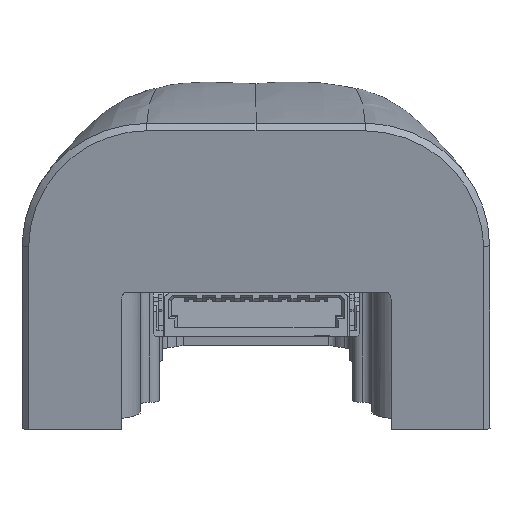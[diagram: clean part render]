
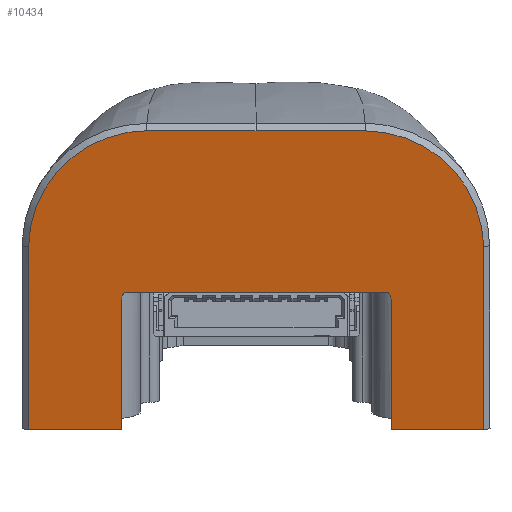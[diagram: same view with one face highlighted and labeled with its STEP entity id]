
A CAD part, front view. The second image highlights one B-rep face of the part: STEP entity #10434.
In plain terms, the highlighted planar face has unit normal (0, -0.978, -0.208).
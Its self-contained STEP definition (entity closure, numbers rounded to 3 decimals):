
#961=DIRECTION('',(1.,0.,0.));
#962=VECTOR('',#961,8.439);
#963=CARTESIAN_POINT('',(-4.209,-0.613,
0.));
#964=LINE('',#963,#962);
#1028=CARTESIAN_POINT('',(-4.305,-0.566,
-0.221));
#1029=CARTESIAN_POINT('',(-4.305,-0.585,
-0.134));
#1030=CARTESIAN_POINT('',(-4.274,-0.601,
-0.06));
#1031=CARTESIAN_POINT('',(-4.209,-0.613,
0.));
#1227=CARTESIAN_POINT('',(4.23,-0.613,
0.));
#1228=CARTESIAN_POINT('',(4.295,-0.601,
-0.06));
#1229=CARTESIAN_POINT('',(4.327,-0.585,
-0.134));
#1230=CARTESIAN_POINT('',(4.327,-0.566,
-0.221));
#1243=CARTESIAN_POINT('',(-7.299,0.324,
-4.411));
#1244=CARTESIAN_POINT('',(-7.299,0.278,
-4.194));
#1245=CARTESIAN_POINT('',(-7.299,0.184,
-3.752));
#1246=CARTESIAN_POINT('',(-7.299,0.038,
-3.066));
#1247=CARTESIAN_POINT('',(-7.299,-0.112,
-2.358));
#1248=CARTESIAN_POINT('',(-7.298,-0.267,
-1.63));
#1249=CARTESIAN_POINT('',(-7.297,-0.426,
-0.884));
#1250=CARTESIAN_POINT('',(-7.296,-0.588,
-0.122));
#1251=CARTESIAN_POINT('',(-7.293,-0.753,
0.655));
#1252=CARTESIAN_POINT('',(-7.29,-0.865,
1.182));
#1253=CARTESIAN_POINT('',(-7.288,-0.921,
1.447));
#1255=CARTESIAN_POINT('',(-7.288,-0.921,
1.447));
#1256=CARTESIAN_POINT('',(-7.286,-0.968,
1.666));
#1257=CARTESIAN_POINT('',(-7.245,-1.059,
2.097));
#1258=CARTESIAN_POINT('',(-7.069,-1.194,
2.729));
#1259=CARTESIAN_POINT('',(-6.788,-1.318,
3.316));
#1260=CARTESIAN_POINT('',(-6.405,-1.432,
3.853));
#1261=CARTESIAN_POINT('',(-5.936,-1.53,
4.311));
#1262=CARTESIAN_POINT('',(-5.4,-1.609,
4.682));
#1263=CARTESIAN_POINT('',(-4.802,-1.667,
4.959));
#1264=CARTESIAN_POINT('',(-4.162,-1.704,
5.129));
#1265=CARTESIAN_POINT('',(-3.722,-1.712,
5.17));
#1266=CARTESIAN_POINT('',(-3.498,-1.712,
5.171));
#1268=CARTESIAN_POINT('',(-3.498,-1.712,
5.171));
#1269=CARTESIAN_POINT('',(-3.072,-1.713,
5.173));
#1270=CARTESIAN_POINT('',(-2.244,-1.713,
5.175));
#1271=CARTESIAN_POINT('',(-1.061,-1.713,
5.175));
#1272=CARTESIAN_POINT('',(-0.344,-1.713,
5.174));
#1273=CARTESIAN_POINT('',(0.,-1.713,
5.174));
#1275=CARTESIAN_POINT('',(0.,-1.713,
5.174));
#1276=CARTESIAN_POINT('',(0.406,-1.713,
5.174));
#1277=CARTESIAN_POINT('',(1.207,-1.713,5.175));
#1278=CARTESIAN_POINT('',(2.353,-1.713,5.174));
#1279=CARTESIAN_POINT('',(3.118,-1.713,5.173));
#1280=CARTESIAN_POINT('',(3.498,-1.712,5.171));
#1282=CARTESIAN_POINT('',(3.498,-1.712,5.171));
#1283=CARTESIAN_POINT('',(3.722,-1.712,5.17));
#1284=CARTESIAN_POINT('',(4.162,-1.704,5.129));
#1285=CARTESIAN_POINT('',(4.801,-1.667,4.959));
#1286=CARTESIAN_POINT('',(5.399,-1.609,4.682));
#1287=CARTESIAN_POINT('',(5.934,-1.53,4.313));
#1288=CARTESIAN_POINT('',(6.402,-1.433,3.856));
#1289=CARTESIAN_POINT('',(6.79,-1.317,3.312));
#1290=CARTESIAN_POINT('',(7.064,-1.196,2.741));
#1291=CARTESIAN_POINT('',(7.243,-1.062,2.111));
#1292=CARTESIAN_POINT('',(7.286,-0.969,
1.672));
#1293=CARTESIAN_POINT('',(7.288,-0.921,
1.447));
#1295=DIRECTION('',(0.,-0.208,0.978));
#1296=VECTOR('',#1295,4.284);
#1297=CARTESIAN_POINT('',(4.327,0.324,
-4.411));
#1298=LINE('',#1297,#1296);
#1299=DIRECTION('',(0.,0.208,-0.978));
#1300=VECTOR('',#1299,4.284);
#1301=CARTESIAN_POINT('',(-4.305,-0.566,
-0.221));
#1302=LINE('',#1301,#1300);
#1553=CARTESIAN_POINT('',(7.299,0.324,
-4.411));
#1554=CARTESIAN_POINT('',(7.299,0.168,
-3.674));
#1555=CARTESIAN_POINT('',(7.299,-0.238,
-1.765));
#1556=CARTESIAN_POINT('',(7.296,-0.666,
0.248));
#1557=CARTESIAN_POINT('',(7.288,-0.921,
1.447));
#1585=DIRECTION('',(1.,0.,0.));
#1586=VECTOR('',#1585,2.972);
#1587=CARTESIAN_POINT('',(4.327,0.324,
-4.411));
#1588=LINE('',#1587,#1586);
#1810=DIRECTION('',(1.,0.,0.));
#1811=VECTOR('',#1810,2.993);
#1812=CARTESIAN_POINT('',(-7.299,0.324,
-4.411));
#1813=LINE('',#1812,#1811);
#6976=CARTESIAN_POINT('',(-7.299,0.324,
-4.411));
#6977=VERTEX_POINT('',#6976);
#6978=CARTESIAN_POINT('',(4.327,0.324,
-4.411));
#6979=CARTESIAN_POINT('',(4.327,-0.566,
-0.221));
#6980=VERTEX_POINT('',#6978);
#6981=VERTEX_POINT('',#6979);
#6982=CARTESIAN_POINT('',(-4.305,-0.566,
-0.221));
#6983=CARTESIAN_POINT('',(-4.305,0.324,
-4.411));
#6984=VERTEX_POINT('',#6982);
#6985=VERTEX_POINT('',#6983);
#6986=CARTESIAN_POINT('',(7.299,0.324,
-4.411));
#6987=VERTEX_POINT('',#6986);
#8769=CARTESIAN_POINT('',(0.,-1.713,
5.174));
#8770=VERTEX_POINT('',#8769);
#8771=VERTEX_POINT('',#1268);
#8773=CARTESIAN_POINT('',(-7.288,-0.921,
1.447));
#8774=VERTEX_POINT('',#8773);
#8775=VERTEX_POINT('',#1280);
#8776=VERTEX_POINT('',#1293);
#8780=CARTESIAN_POINT('',(-4.209,-0.613,
0.));
#8782=VERTEX_POINT('',#8780);
#8784=CARTESIAN_POINT('',(4.23,-0.613,
0.));
#8786=VERTEX_POINT('',#8784);
#10404=CARTESIAN_POINT('',(-6.787,0.012,
-2.944));
#10405=DIRECTION('',(0.,0.978,0.208));
#10406=DIRECTION('',(1.,0.,0.));
#10407=AXIS2_PLACEMENT_3D('',#10404,#10405,#10406);
#10408=PLANE('',#10407);
#10410=ORIENTED_EDGE('',*,*,#10409,.T.);
#10412=ORIENTED_EDGE('',*,*,#10411,.T.);
#10414=ORIENTED_EDGE('',*,*,#10413,.T.);
#10416=ORIENTED_EDGE('',*,*,#10415,.T.);
#10418=ORIENTED_EDGE('',*,*,#10417,.T.);
#10420=ORIENTED_EDGE('',*,*,#10419,.F.);
#10422=ORIENTED_EDGE('',*,*,#10421,.F.);
#10424=ORIENTED_EDGE('',*,*,#10423,.T.);
#10425=ORIENTED_EDGE('',*,*,#10392,.F.);
#10426=ORIENTED_EDGE('',*,*,#9959,.F.);
#10427=ORIENTED_EDGE('',*,*,#10181,.F.);
#10429=ORIENTED_EDGE('',*,*,#10428,.T.);
#10431=ORIENTED_EDGE('',*,*,#10430,.F.);
#10432=EDGE_LOOP('',(#10410,#10412,#10414,#10416,#10418,#10420,#10422,#10424,
#10425,#10426,#10427,#10429,#10431));
#10433=FACE_OUTER_BOUND('',#10432,.F.);
#10434=ADVANCED_FACE('',(#10433),#10408,.F.);
#1032=B_SPLINE_CURVE_WITH_KNOTS('',3,(#1028,#1029,#1030,#1031),.UNSPECIFIED.,
.F.,.F.,(4,4),(0.,1.),.UNSPECIFIED.);
#1231=B_SPLINE_CURVE_WITH_KNOTS('',3,(#1227,#1228,#1229,#1230),.UNSPECIFIED.,
.F.,.F.,(4,4),(0.,1.),.UNSPECIFIED.);
#1254=B_SPLINE_CURVE_WITH_KNOTS('',3,(#1243,#1244,#1245,#1246,#1247,#1248,#1249,
#1250,#1251,#1252,#1253),.UNSPECIFIED.,.F.,.F.,(4,1,1,1,1,1,1,1,4),(0.,
0.125,0.25,0.375,0.5,0.625,0.75,0.875,1.),.UNSPECIFIED.);
#1267=B_SPLINE_CURVE_WITH_KNOTS('',3,(#1255,#1256,#1257,#1258,#1259,#1260,#1261,
#1262,#1263,#1264,#1265,#1266),.UNSPECIFIED.,.F.,.F.,(4,1,1,1,1,1,1,1,1,4),
(0.,0.111,0.222,0.333,0.444,
0.556,0.667,0.778,0.889,1.),
.UNSPECIFIED.);
#1274=B_SPLINE_CURVE_WITH_KNOTS('',3,(#1268,#1269,#1270,#1271,#1272,#1273),
.UNSPECIFIED.,.F.,.F.,(4,1,1,4),(0.,0.333,0.667,1.),
.UNSPECIFIED.);
#1281=B_SPLINE_CURVE_WITH_KNOTS('',3,(#1275,#1276,#1277,#1278,#1279,#1280),
.UNSPECIFIED.,.F.,.F.,(4,1,1,4),(0.,0.333,0.667,1.),
.UNSPECIFIED.);
#1294=B_SPLINE_CURVE_WITH_KNOTS('',3,(#1282,#1283,#1284,#1285,#1286,#1287,#1288,
#1289,#1290,#1291,#1292,#1293),.UNSPECIFIED.,.F.,.F.,(4,1,1,1,1,1,1,1,1,4),
(0.,0.111,0.222,0.333,0.444,
0.556,0.667,0.778,0.889,1.),
.UNSPECIFIED.);
#1558=B_SPLINE_CURVE_WITH_KNOTS('',3,(#1553,#1554,#1555,#1556,#1557),
.UNSPECIFIED.,.F.,.F.,(4,1,4),(0.,0.395,1.),.UNSPECIFIED.);
#9959=EDGE_CURVE('',#8782,#8786,#964,.T.);
#10181=EDGE_CURVE('',#6984,#8782,#1032,.T.);
#10392=EDGE_CURVE('',#8786,#6981,#1231,.T.);
#10409=EDGE_CURVE('',#6977,#8774,#1254,.T.);
#10411=EDGE_CURVE('',#8774,#8771,#1267,.T.);
#10413=EDGE_CURVE('',#8771,#8770,#1274,.T.);
#10415=EDGE_CURVE('',#8770,#8775,#1281,.T.);
#10417=EDGE_CURVE('',#8775,#8776,#1294,.T.);
#10419=EDGE_CURVE('',#6987,#8776,#1558,.T.);
#10421=EDGE_CURVE('',#6980,#6987,#1588,.T.);
#10423=EDGE_CURVE('',#6980,#6981,#1298,.T.);
#10428=EDGE_CURVE('',#6984,#6985,#1302,.T.);
#10430=EDGE_CURVE('',#6977,#6985,#1813,.T.);
